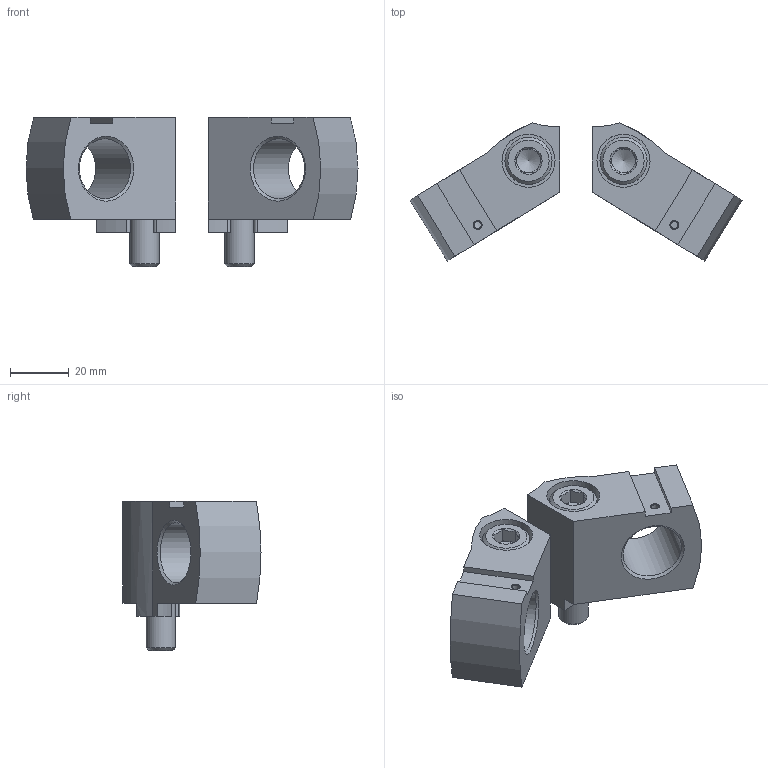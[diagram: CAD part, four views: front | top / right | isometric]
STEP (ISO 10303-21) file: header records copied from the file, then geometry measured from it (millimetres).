
FILE_DESCRIPTION(/* description */ ('STEP AP214'),/* implementation_level */ '2;1');
FILE_NAME(/* name */ '552085_DSM-63-B',/* time_stamp */ '2024-08-21T18:55:09+02:00',/* author */ ('License CC BY-ND 4.0'),/* organization */ ('CADENAS'),/* preprocessor_version */ 'ST-DEVELOPER v19.3',/* originating_system */ 'PARTsolutions',/* authorisation */ ' ');
FILE_SCHEMA (('AUTOMOTIVE_DESIGN {1 0 10303 214 3 1 1}'));
Length unit declared in the file: millimetre
Products named in the file (4): 552085 DSM-63-B; 737477 DSM-63-BL---(HZ); DIN-912 - M10x40(F); 737476 DSM-63-BR---(HZ)
Assembly tree (4 placements, depth 2):
  552085 DSM-63-B
    737477 DSM-63-BL---(HZ)
    DIN-912 - M10x40(F)  x2
    737476 DSM-63-BR---(HZ)
Bounding box: 112.65 x 46.85 x 50.6 mm (x, y, z)
Volume: 68920.6 mm3; surface area: 24426.7 mm2
Topology: 4 solids, 4 shells, 118 faces, 272 edges, 164 vertices
Faces by surface type: plane 56, cylinder 34, cone 28
Full cylindrical faces by diameter (mm): 2.459 x2, 10 x2, 11 x2, 16 x2, 18 x2, 20.376 x2
Entity records: 2682 total; most frequent: CARTESIAN_POINT 474, DIRECTION 470, ORIENTED_EDGE 392, EDGE_CURVE 196, AXIS2_PLACEMENT_3D 187, VERTEX_POINT 135, FACE_BOUND 125, EDGE_LOOP 124
